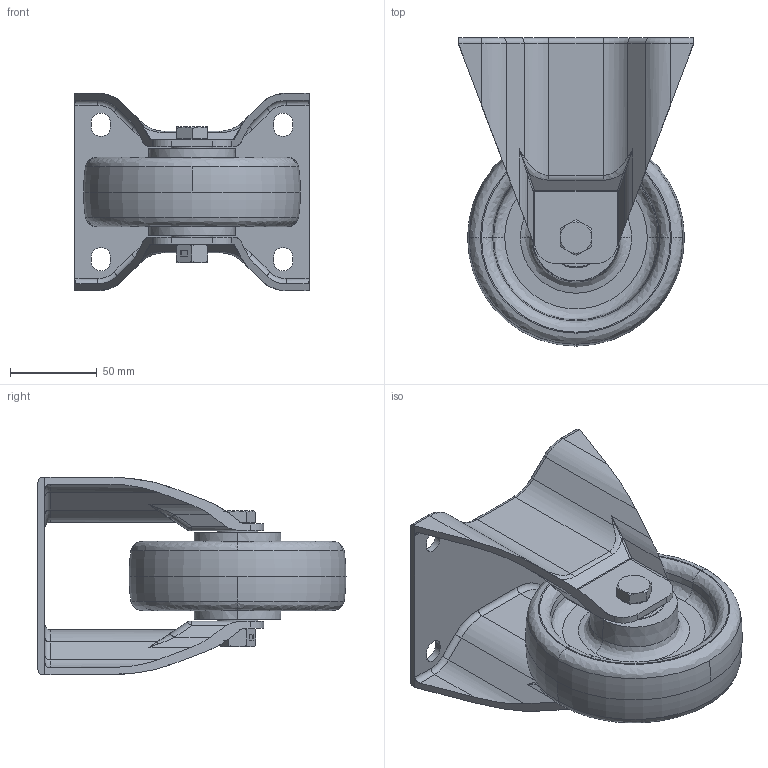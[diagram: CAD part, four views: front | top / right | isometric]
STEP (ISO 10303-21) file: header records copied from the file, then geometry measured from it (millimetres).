
FILE_DESCRIPTION (( 'STEP AP214' ), '1' );
FILE_NAME ('0014583.step', '2020-05-25T10:45:12', ( '' ), ( '' ), 'SwSTEP 2.0', 'SolidWorks 2018', '' );
FILE_SCHEMA (( 'AUTOMOTIVE_DESIGN' ));
Length unit declared in the file: millimetre
Products named in the file (1): 0014583
Bounding box: 135 x 177.5 x 114 mm (x, y, z)
Volume: 477349.8 mm3; surface area: 153781.6 mm2
Topology: 16 solids, 16 shells, 483 faces, 1098 edges, 648 vertices
Faces by surface type: cylinder 184, plane 131, torus 72, bspline 52, cone 36, sphere 8
Entity records: 20846 total; most frequent: CARTESIAN_POINT 4646, DIRECTION 2350, ORIENTED_EDGE 2164, EDGE_CURVE 1082, AXIS2_PLACEMENT_3D 972, VERTEX_POINT 648, EDGE_LOOP 540, CIRCLE 540
